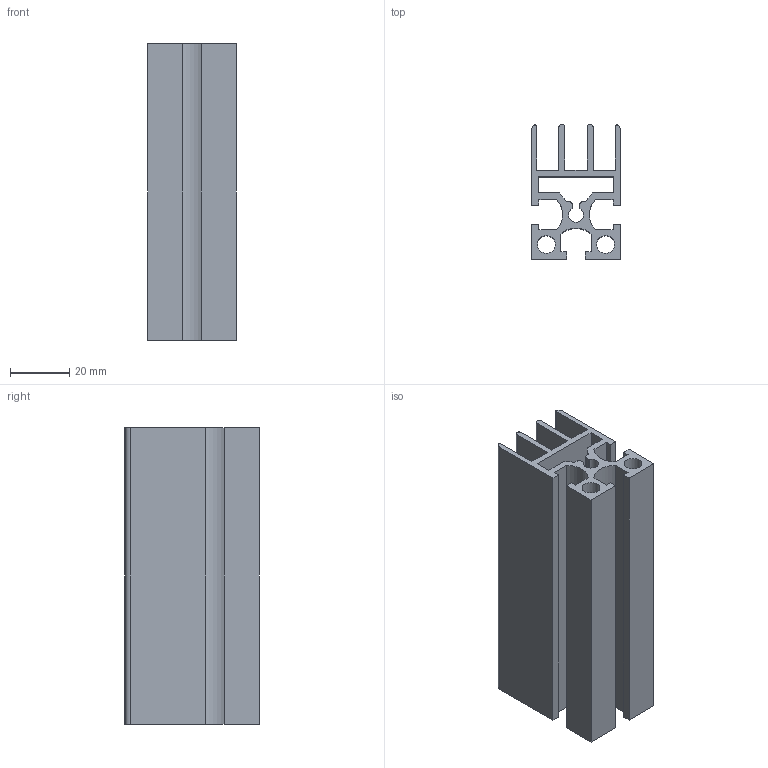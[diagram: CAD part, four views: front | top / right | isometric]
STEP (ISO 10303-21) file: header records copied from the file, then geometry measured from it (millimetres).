
FILE_DESCRIPTION((''),'2;1');
FILE_NAME('AW3045-6.stp','2020-07-24T11:30:16',('user'),(''),'Autodesk Inventor 2012','Autodesk Inventor 2012','');
FILE_SCHEMA(('AUTOMOTIVE_DESIGN { 1 0 10303 214 1 1 1 1 }'));
Length unit declared in the file: millimetre
Products named in the file (1): AW3045-6
Bounding box: 30 x 45.5 x 100 mm (x, y, z)
Volume: 49138.6 mm3; surface area: 44452.7 mm2
Topology: 1 solids, 1 shells, 62 faces, 180 edges, 120 vertices
Faces by surface type: plane 44, cylinder 18
Full cylindrical faces by diameter (mm): 6 x2
Entity records: 2068 total; most frequent: CARTESIAN_POINT 361, ORIENTED_EDGE 356, DIRECTION 340, EDGE_CURVE 178, VECTOR 142, LINE 142, VERTEX_POINT 120, AXIS2_PLACEMENT_3D 99
